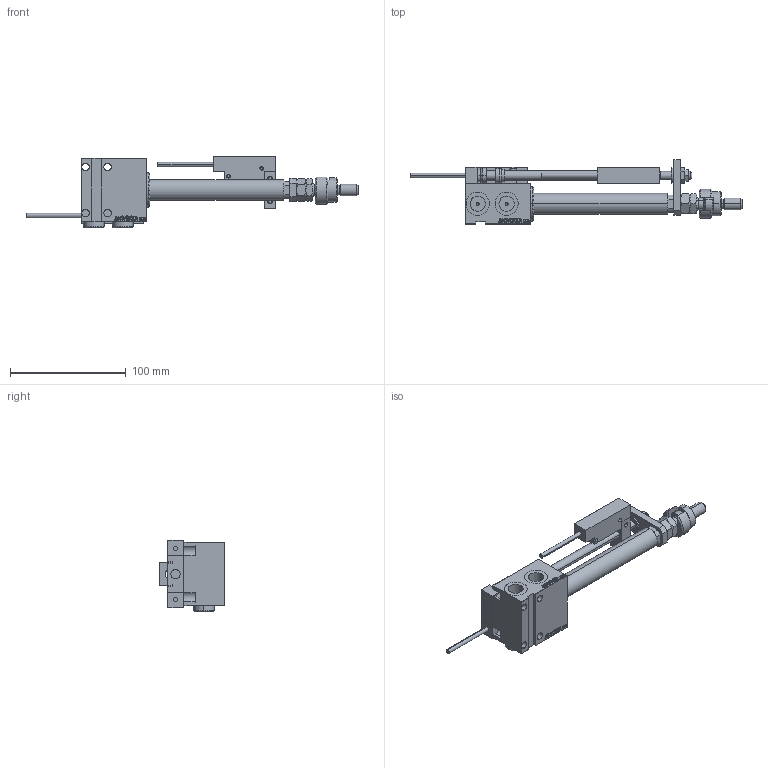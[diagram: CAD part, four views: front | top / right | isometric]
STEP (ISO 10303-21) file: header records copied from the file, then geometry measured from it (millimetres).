
FILE_DESCRIPTION (( 'STEP AP203' ), '1' );
FILE_NAME ('9a64.STEP', '2024-02-13T05:40:27', ( '' ), ( '' ), 'SwSTEP 2.0', 'SolidWorks 2019', '' );
FILE_SCHEMA (( 'CONFIG_CONTROL_DESIGN' ));
Length unit declared in the file: millimetre
Products named in the file (20): V450CM_E_Body 8c8662f43a7d44f19a896178cc2c5840; Zatka_OIL_PORT 8c8662f43a7d44f19a896178cc2c5840; SWITCH DIM B,W 8c8662f43a7d44f19a896178cc2c5840; KONCOVKA 8c8662f43a7d44f19a896178cc2c5840; X_Y_DFA 8c8662f43a7d44f19a896178cc2c5840; 9a64; TYC_L79 8c8662f43a7d44f19a896178cc2c5840; NUT_D10 8c8662f43a7d44f19a896178cc2c5840; ALLEN BOLT D8 8c8662f43a7d44f19a896178cc2c5840; V450CM_E_VCP 8c8662f43a7d44f19a896178cc2c5840; MFA 8c8662f43a7d44f19a896178cc2c5840; ALLEN BOLT D5 8c8662f43a7d44f19a896178cc2c5840; Block 8c8662f43a7d44f19a896178cc2c5840; SWITCH X 8c8662f43a7d44f19a896178cc2c5840; FEMALE_PART_FOR_DFA 8c8662f43a7d44f19a896178cc2c5840; NUT_D12 8c8662f43a7d44f19a896178cc2c5840; SWITCH_X_FRONT_BACK 8c8662f43a7d44f19a896178cc2c5840; V450CM_VC_B 8c8662f43a7d44f19a896178cc2c5840; ZARAZKA 8c8662f43a7d44f19a896178cc2c5840; MAGNET 8c8662f43a7d44f19a896178cc2c5840
Assembly tree (30 placements, depth 3):
  9a64
    V450CM_E_Body 8c8662f43a7d44f19a896178cc2c5840
    V450CM_E_VCP 8c8662f43a7d44f19a896178cc2c5840
    V450CM_VC_B 8c8662f43a7d44f19a896178cc2c5840
    SWITCH X 8c8662f43a7d44f19a896178cc2c5840
      SWITCH_X_FRONT_BACK 8c8662f43a7d44f19a896178cc2c5840  x2
      TYC_L79 8c8662f43a7d44f19a896178cc2c5840
      Block 8c8662f43a7d44f19a896178cc2c5840  x2
      ALLEN BOLT D5 8c8662f43a7d44f19a896178cc2c5840  x4
      ALLEN BOLT D8 8c8662f43a7d44f19a896178cc2c5840  x4
      MAGNET 8c8662f43a7d44f19a896178cc2c5840  x2
      KONCOVKA 8c8662f43a7d44f19a896178cc2c5840  x2
    SWITCH DIM B,W 8c8662f43a7d44f19a896178cc2c5840
    ZARAZKA 8c8662f43a7d44f19a896178cc2c5840
    NUT_D10 8c8662f43a7d44f19a896178cc2c5840
    NUT_D12 8c8662f43a7d44f19a896178cc2c5840
    X_Y_DFA 8c8662f43a7d44f19a896178cc2c5840
      FEMALE_PART_FOR_DFA 8c8662f43a7d44f19a896178cc2c5840
      MFA 8c8662f43a7d44f19a896178cc2c5840
    Zatka_OIL_PORT 8c8662f43a7d44f19a896178cc2c5840  x2
Bounding box: 287 x 55.5 x 61.4 mm (x, y, z)
Volume: 190252.7 mm3; surface area: 71395.4 mm2
Topology: 28 solids, 28 shells, 1425 faces, 3402 edges, 2158 vertices
Faces by surface type: plane 629, bspline 380, cylinder 207, cone 157, torus 48, sphere 4
Entity records: 54213 total; most frequent: CARTESIAN_POINT 26612, ORIENTED_EDGE 5744, DIRECTION 4023, EDGE_CURVE 2872, VERTEX_POINT 1858, LINE 1621, VECTOR 1621, EDGE_LOOP 1322
